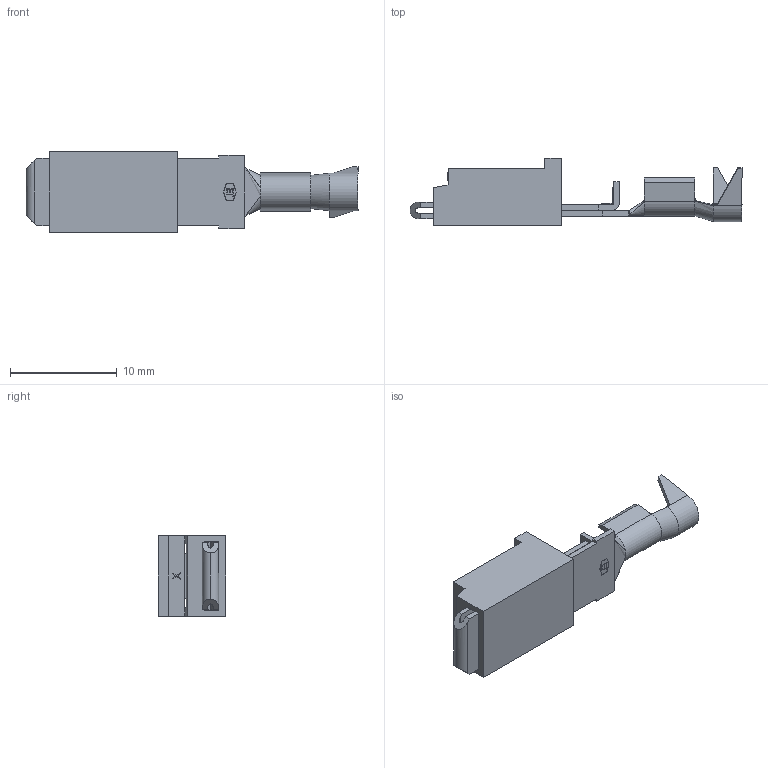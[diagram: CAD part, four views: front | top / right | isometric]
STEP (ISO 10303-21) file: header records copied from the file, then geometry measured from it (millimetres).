
FILE_DESCRIPTION (( 'STEP AP203' ), '1' );
FILE_NAME ('37009.STEP', '2015-01-29T18:12:39', ( '' ), ( '' ), 'SwSTEP 2.0', 'SolidWorks 2014', '' );
FILE_SCHEMA (( 'CONFIG_CONTROL_DESIGN' ));
Length unit declared in the file: inch
Products named in the file (3): 37009; GRJF2; BI-2
Assembly tree (2 placements, depth 2):
  37009
    GRJF2
    BI-2
Bounding box: 31.04 x 6.3 x 7.57 mm (x, y, z)
Volume: 375.5 mm3; surface area: 1352 mm2
Topology: 2 solids, 2 shells, 244 faces, 657 edges, 420 vertices
Faces by surface type: plane 191, cylinder 25, bspline 16, cone 12
Entity records: 8137 total; most frequent: CARTESIAN_POINT 1849, ORIENTED_EDGE 1314, DIRECTION 1121, EDGE_CURVE 657, VECTOR 555, LINE 555, VERTEX_POINT 420, AXIS2_PLACEMENT_3D 283
